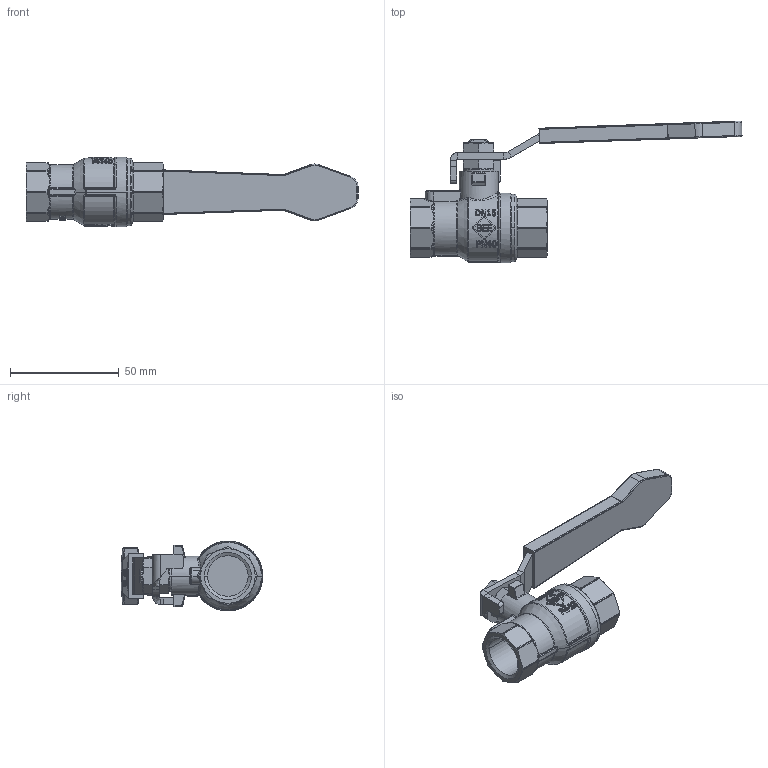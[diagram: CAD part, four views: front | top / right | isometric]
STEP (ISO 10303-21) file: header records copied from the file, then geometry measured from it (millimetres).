
FILE_DESCRIPTION(('STEP AP214'),'1');
FILE_NAME('valve_834-1_2.stp','2018-06-14T14:43:19',('TraceParts'),('TraceParts S.A.'),'Spatial InterOp 3D',' ',' ');
FILE_SCHEMA(('automotive_design'));
Length unit declared in the file: millimetre
Products named in the file (1): valve_834-1_2
Bounding box: 152.37 x 64.96 x 32 mm (x, y, z)
Volume: 49643.7 mm3; surface area: 18943.7 mm2
Topology: 1 solids, 3 shells, 1777 faces, 4690 edges, 2979 vertices
Faces by surface type: plane 689, bspline 650, cylinder 273, cone 82, torus 66, sphere 17
Entity records: 114866 total; most frequent: CARTESIAN_POINT 60746, ORIENTED_EDGE 9292, DIRECTION 6637, EDGE_CURVE 4646, VERTEX_POINT 2979, AXIS2_PLACEMENT_3D 2213, LINE 2211, VECTOR 2211
